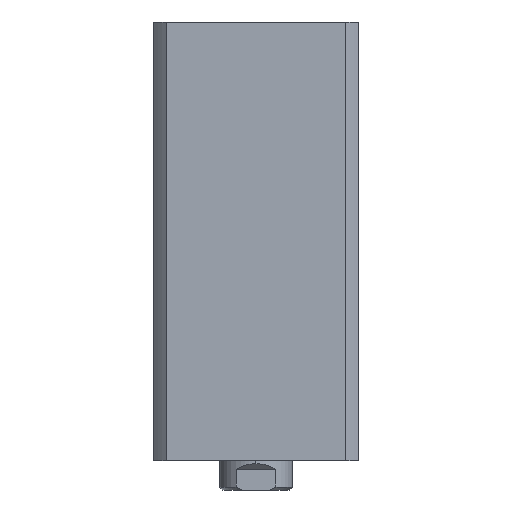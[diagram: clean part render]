
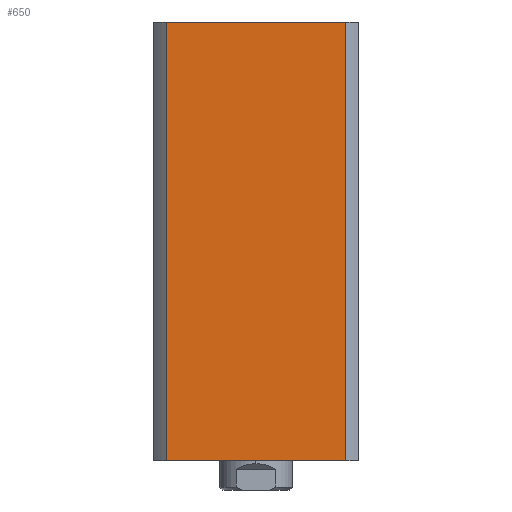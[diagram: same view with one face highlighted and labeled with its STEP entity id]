
A CAD part, left-side view. The second image highlights one B-rep face of the part: STEP entity #650.
In plain terms, the highlighted planar face has unit normal (-1, 0, 0).
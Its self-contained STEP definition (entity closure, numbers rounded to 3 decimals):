
#159 = CARTESIAN_POINT ( 'NONE',  ( -35., -30.615, 0. ) ) ;
#164 = CARTESIAN_POINT ( 'NONE',  ( -35., 30.615, 150. ) ) ;
#168 = CARTESIAN_POINT ( 'NONE',  ( -35., -30.615, 150. ) ) ;
#262 = CARTESIAN_POINT ( 'NONE',  ( -35., 30.615, 0. ) ) ;
#483 = DIRECTION ( 'NONE',  ( 0., -1., 0. ) ) ;
#487 = DIRECTION ( 'NONE',  ( 0., 0., -1. ) ) ;
#488 = CARTESIAN_POINT ( 'NONE',  ( -35., 0., 150. ) ) ;
#492 = CARTESIAN_POINT ( 'NONE',  ( -35., -30.615, 150. ) ) ;
#493 = DIRECTION ( 'NONE',  ( 0., 0., -1. ) ) ;
#494 = CARTESIAN_POINT ( 'NONE',  ( -35., 0., 0. ) ) ;
#495 = CARTESIAN_POINT ( 'NONE',  ( -35., 30.615, 150. ) ) ;
#496 = DIRECTION ( 'NONE',  ( 0., -1., 0. ) ) ;
#650 = ADVANCED_FACE ( 'NONE', ( #2685 ), #1276, .F. ) ;
#992 = VERTEX_POINT ( 'NONE', #159 ) ;
#999 = VERTEX_POINT ( 'NONE', #164 ) ;
#1003 = VERTEX_POINT ( 'NONE', #168 ) ;
#1121 = VERTEX_POINT ( 'NONE', #262 ) ;
#1276 = PLANE ( 'NONE',  #3523 ) ;
#1283 = DIRECTION ( 'NONE',  ( 0., 0., -1. ) ) ;
#1286 = DIRECTION ( 'NONE',  ( 1., 0., 0. ) ) ;
#1289 = CARTESIAN_POINT ( 'NONE',  ( -35., 0., 150. ) ) ;
#1352 = ORIENTED_EDGE ( 'NONE', *, *, #3316, .F. ) ;
#1353 = ORIENTED_EDGE ( 'NONE', *, *, #3320, .T. ) ;
#2685 = FACE_OUTER_BOUND ( 'NONE', #3184, .T. ) ;
#2985 = LINE ( 'NONE', #488, #2992 ) ;
#2991 = LINE ( 'NONE', #492, #2994 ) ;
#2992 = VECTOR ( 'NONE', #483, 1000. ) ;
#2993 = LINE ( 'NONE', #494, #2996 ) ;
#2994 = VECTOR ( 'NONE', #493, 1000. ) ;
#2996 = VECTOR ( 'NONE', #496, 1000. ) ;
#2997 = LINE ( 'NONE', #495, #2999 ) ;
#2999 = VECTOR ( 'NONE', #487, 1000. ) ;
#3184 = EDGE_LOOP ( 'NONE', ( #3245, #3246, #1352, #1353 ) ) ;
#3245 = ORIENTED_EDGE ( 'NONE', *, *, #3318, .T. ) ;
#3246 = ORIENTED_EDGE ( 'NONE', *, *, #3317, .F. ) ;
#3316 = EDGE_CURVE ( 'NONE', #999, #1003, #2985, .T. ) ;
#3317 = EDGE_CURVE ( 'NONE', #1003, #992, #2991, .T. ) ;
#3318 = EDGE_CURVE ( 'NONE', #1121, #992, #2993, .T. ) ;
#3320 = EDGE_CURVE ( 'NONE', #999, #1121, #2997, .T. ) ;
#3523 = AXIS2_PLACEMENT_3D ( 'NONE', #1289, #1286, #1283 ) ;
